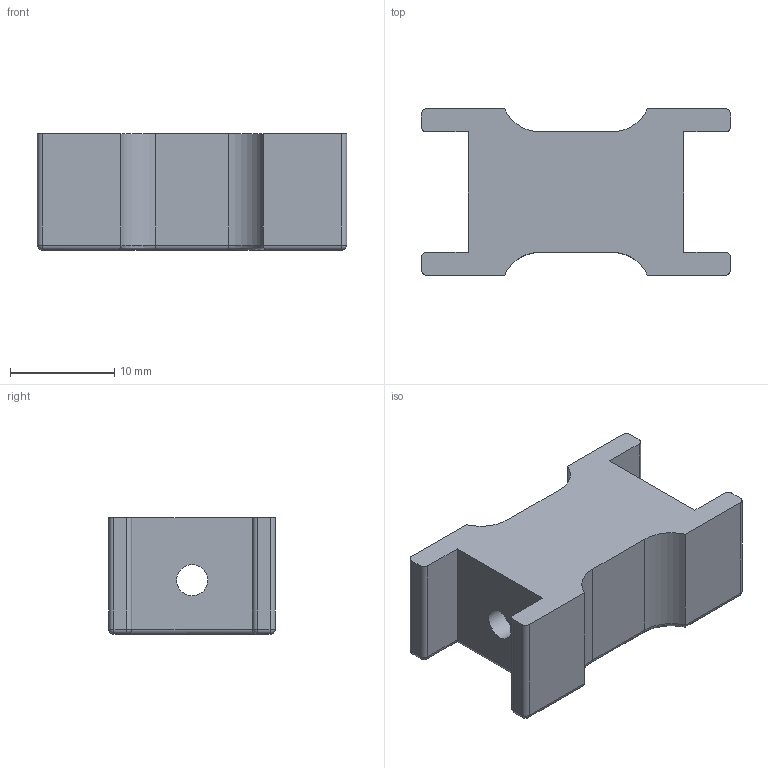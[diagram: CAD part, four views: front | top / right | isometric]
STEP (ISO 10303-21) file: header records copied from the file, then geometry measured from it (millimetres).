
FILE_DESCRIPTION(/* description */ (''),/* implementation_level */ '2;1');
FILE_NAME(/* name */ 'Arm_lower_bar v4.step',/* time_stamp */ '2018-10-19T16:20:45+11:00',/* author */ ('TaylorY96'),/* organization */ (''),/* preprocessor_version */ 'ST-DEVELOPER v17.2',/* originating_system */ 'Autodesk Translation Framework v7.6.0.251',/* authorisation */ '');
FILE_SCHEMA (('AUTOMOTIVE_DESIGN { 1 0 10303 214 3 1 1 }'));
Length unit declared in the file: millimetre
Products named in the file (1): Arm_lower_bar
Bounding box: 29.73 x 16 x 11.2 mm (x, y, z)
Volume: 3273.1 mm3; surface area: 2217.2 mm2
Topology: 1 solids, 1 shells, 71 faces, 167 edges, 100 vertices
Faces by surface type: cylinder 31, plane 28, sphere 8, torus 4
Full cylindrical faces by diameter (mm): 3 x3
Entity records: 2105 total; most frequent: CARTESIAN_POINT 391, DIRECTION 367, ORIENTED_EDGE 334, EDGE_CURVE 167, AXIS2_PLACEMENT_3D 132, LINE 103, VECTOR 103, VERTEX_POINT 100
